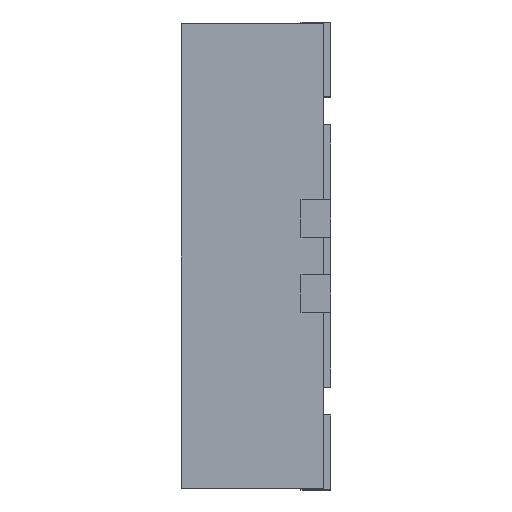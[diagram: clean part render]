
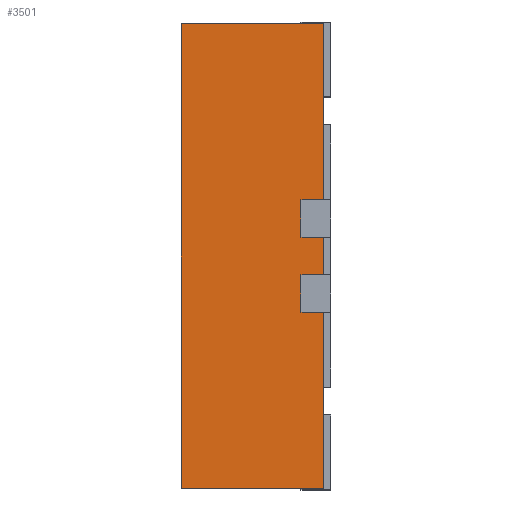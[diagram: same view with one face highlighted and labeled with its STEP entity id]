
A CAD part, left-side view. The second image highlights one B-rep face of the part: STEP entity #3501.
In plain terms, the highlighted planar face has unit normal (-1, 0, 0).
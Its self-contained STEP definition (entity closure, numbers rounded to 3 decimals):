
#5 = DIRECTION ( 'NONE',  ( 0., 1., 0. ) ) ;
#66 = CARTESIAN_POINT ( 'NONE',  ( -1.55, 0.05, 1.55 ) ) ;
#86 = EDGE_CURVE ( 'NONE', #4477, #2006, #1732, .T. ) ;
#134 = VERTEX_POINT ( 'NONE', #867 ) ;
#172 = CARTESIAN_POINT ( 'NONE',  ( -1.55, 0.05, 1.55 ) ) ;
#181 = CARTESIAN_POINT ( 'NONE',  ( -1.55, 0.05, 1.55 ) ) ;
#184 = ORIENTED_EDGE ( 'NONE', *, *, #286, .F. ) ;
#185 = VECTOR ( 'NONE', #5, 1000. ) ;
#200 = ORIENTED_EDGE ( 'NONE', *, *, #86, .T. ) ;
#209 = LINE ( 'NONE', #4362, #3845 ) ;
#286 = EDGE_CURVE ( 'NONE', #3074, #1498, #3150, .T. ) ;
#337 = EDGE_CURVE ( 'NONE', #446, #1498, #3099, .T. ) ;
#446 = VERTEX_POINT ( 'NONE', #3644 ) ;
#481 = EDGE_CURVE ( 'NONE', #2006, #1261, #209, .T. ) ;
#504 = EDGE_CURVE ( 'NONE', #4477, #1600, #3422, .T. ) ;
#663 = ORIENTED_EDGE ( 'NONE', *, *, #4268, .F. ) ;
#668 = VECTOR ( 'NONE', #4369, 1000. ) ;
#706 = CARTESIAN_POINT ( 'NONE',  ( -1.55, 0.2, -0.125 ) ) ;
#720 = CARTESIAN_POINT ( 'NONE',  ( -1.55, 1., 1.55 ) ) ;
#722 = VERTEX_POINT ( 'NONE', #1631 ) ;
#755 = VECTOR ( 'NONE', #3661, 1000. ) ;
#760 = EDGE_CURVE ( 'NONE', #4206, #134, #963, .T. ) ;
#867 = CARTESIAN_POINT ( 'NONE',  ( -1.55, 0.05, -0.125 ) ) ;
#875 = VECTOR ( 'NONE', #3563, 1000. ) ;
#936 = ORIENTED_EDGE ( 'NONE', *, *, #3191, .T. ) ;
#950 = LINE ( 'NONE', #2060, #3974 ) ;
#963 = LINE ( 'NONE', #181, #755 ) ;
#1016 = EDGE_CURVE ( 'NONE', #446, #1261, #2475, .T. ) ;
#1030 = ORIENTED_EDGE ( 'NONE', *, *, #2214, .F. ) ;
#1097 = VERTEX_POINT ( 'NONE', #4118 ) ;
#1151 = ORIENTED_EDGE ( 'NONE', *, *, #1016, .F. ) ;
#1180 = ORIENTED_EDGE ( 'NONE', *, *, #504, .F. ) ;
#1261 = VERTEX_POINT ( 'NONE', #1539 ) ;
#1327 = DIRECTION ( 'NONE',  ( 0., 1., 0. ) ) ;
#1406 = DIRECTION ( 'NONE',  ( 0., 0., -1. ) ) ;
#1456 = ORIENTED_EDGE ( 'NONE', *, *, #1656, .F. ) ;
#1498 = VERTEX_POINT ( 'NONE', #2152 ) ;
#1539 = CARTESIAN_POINT ( 'NONE',  ( -1.55, 0.05, -1.55 ) ) ;
#1581 = LINE ( 'NONE', #3024, #3064 ) ;
#1599 = FACE_OUTER_BOUND ( 'NONE', #2001, .T. ) ;
#1600 = VERTEX_POINT ( 'NONE', #2594 ) ;
#1631 = CARTESIAN_POINT ( 'NONE',  ( -1.55, 0.2, 0.125 ) ) ;
#1656 = EDGE_CURVE ( 'NONE', #134, #3074, #2105, .T. ) ;
#1732 = LINE ( 'NONE', #4504, #2815 ) ;
#1989 = DIRECTION ( 'NONE',  ( 0., -1., 0. ) ) ;
#2001 = EDGE_LOOP ( 'NONE', ( #2536, #936, #1030, #3242, #663, #1180, #200, #2762, #1151, #3334, #184, #1456 ) ) ;
#2006 = VERTEX_POINT ( 'NONE', #2036 ) ;
#2036 = CARTESIAN_POINT ( 'NONE',  ( -1.55, 1., -1.55 ) ) ;
#2042 = CARTESIAN_POINT ( 'NONE',  ( -1.55, 0.2, 0. ) ) ;
#2060 = CARTESIAN_POINT ( 'NONE',  ( -1.55, 0.2, 0. ) ) ;
#2087 = VECTOR ( 'NONE', #2764, 1000. ) ;
#2105 = LINE ( 'NONE', #706, #2087 ) ;
#2152 = CARTESIAN_POINT ( 'NONE',  ( -1.55, 0.2, -0.375 ) ) ;
#2214 = EDGE_CURVE ( 'NONE', #1097, #722, #950, .T. ) ;
#2395 = DIRECTION ( 'NONE',  ( 0., 0., -1. ) ) ;
#2440 = DIRECTION ( 'NONE',  ( 0., 0., 1. ) ) ;
#2475 = LINE ( 'NONE', #172, #668 ) ;
#2536 = ORIENTED_EDGE ( 'NONE', *, *, #760, .F. ) ;
#2594 = CARTESIAN_POINT ( 'NONE',  ( -1.55, 0.05, 1.55 ) ) ;
#2688 = DIRECTION ( 'NONE',  ( 0., -1., 0. ) ) ;
#2762 = ORIENTED_EDGE ( 'NONE', *, *, #481, .T. ) ;
#2764 = DIRECTION ( 'NONE',  ( 0., 1., 0. ) ) ;
#2778 = CARTESIAN_POINT ( 'NONE',  ( -1.55, 1., 1.55 ) ) ;
#2815 = VECTOR ( 'NONE', #4237, 1000. ) ;
#2929 = CARTESIAN_POINT ( 'NONE',  ( -1.55, 0.2, 0.375 ) ) ;
#2942 = CARTESIAN_POINT ( 'NONE',  ( -1.55, 0.2, -0.125 ) ) ;
#3024 = CARTESIAN_POINT ( 'NONE',  ( -1.55, 0.2, 0.125 ) ) ;
#3064 = VECTOR ( 'NONE', #1327, 1000. ) ;
#3074 = VERTEX_POINT ( 'NONE', #2942 ) ;
#3099 = LINE ( 'NONE', #4470, #185 ) ;
#3150 = LINE ( 'NONE', #2042, #4121 ) ;
#3191 = EDGE_CURVE ( 'NONE', #4206, #722, #1581, .T. ) ;
#3242 = ORIENTED_EDGE ( 'NONE', *, *, #3419, .F. ) ;
#3297 = LINE ( 'NONE', #2929, #875 ) ;
#3334 = ORIENTED_EDGE ( 'NONE', *, *, #337, .T. ) ;
#3415 = VECTOR ( 'NONE', #2688, 1000. ) ;
#3419 = EDGE_CURVE ( 'NONE', #3805, #1097, #3297, .T. ) ;
#3422 = LINE ( 'NONE', #4050, #3415 ) ;
#3501 = ADVANCED_FACE ( 'NONE', ( #1599 ), #4082, .T. ) ;
#3563 = DIRECTION ( 'NONE',  ( 0., 1., 0. ) ) ;
#3632 = CARTESIAN_POINT ( 'NONE',  ( -1.55, 0.05, 0.125 ) ) ;
#3644 = CARTESIAN_POINT ( 'NONE',  ( -1.55, 0.05, -0.375 ) ) ;
#3661 = DIRECTION ( 'NONE',  ( 0., 0., -1. ) ) ;
#3694 = CARTESIAN_POINT ( 'NONE',  ( -1.55, 0.05, 0.375 ) ) ;
#3787 = DIRECTION ( 'NONE',  ( -1., 0., 0. ) ) ;
#3791 = AXIS2_PLACEMENT_3D ( 'NONE', #720, #3787, #2440 ) ;
#3805 = VERTEX_POINT ( 'NONE', #3694 ) ;
#3845 = VECTOR ( 'NONE', #1989, 1000. ) ;
#3974 = VECTOR ( 'NONE', #2395, 1000. ) ;
#4019 = VECTOR ( 'NONE', #4200, 1000. ) ;
#4050 = CARTESIAN_POINT ( 'NONE',  ( -1.55, 1., 1.55 ) ) ;
#4082 = PLANE ( 'NONE',  #3791 ) ;
#4118 = CARTESIAN_POINT ( 'NONE',  ( -1.55, 0.2, 0.375 ) ) ;
#4121 = VECTOR ( 'NONE', #1406, 1000. ) ;
#4133 = LINE ( 'NONE', #66, #4019 ) ;
#4200 = DIRECTION ( 'NONE',  ( 0., 0., -1. ) ) ;
#4206 = VERTEX_POINT ( 'NONE', #3632 ) ;
#4237 = DIRECTION ( 'NONE',  ( 0., 0., -1. ) ) ;
#4268 = EDGE_CURVE ( 'NONE', #1600, #3805, #4133, .T. ) ;
#4362 = CARTESIAN_POINT ( 'NONE',  ( -1.55, 1., -1.55 ) ) ;
#4369 = DIRECTION ( 'NONE',  ( 0., 0., -1. ) ) ;
#4470 = CARTESIAN_POINT ( 'NONE',  ( -1.55, 0.2, -0.375 ) ) ;
#4477 = VERTEX_POINT ( 'NONE', #2778 ) ;
#4504 = CARTESIAN_POINT ( 'NONE',  ( -1.55, 1., 1.55 ) ) ;
